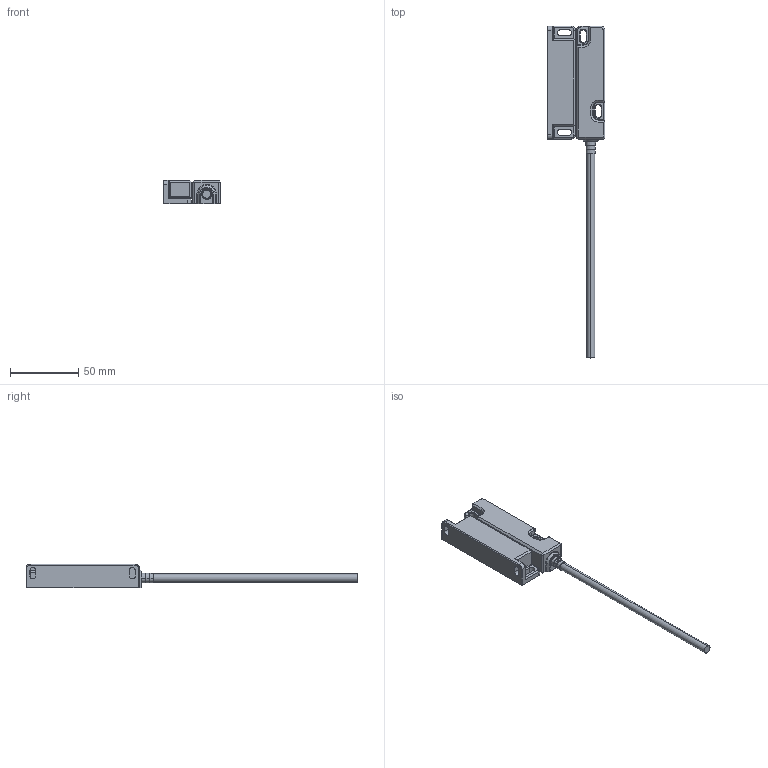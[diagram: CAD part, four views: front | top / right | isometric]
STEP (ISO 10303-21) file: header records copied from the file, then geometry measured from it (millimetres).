
FILE_DESCRIPTION (( 'STEP AP214' ), '1' );
FILE_NAME ('CMR-138030.step', '2017-09-27T13:21:07', ( '' ), ( '' ), 'SwSTEP 2.0', 'SolidWorks 2017', '' );
FILE_SCHEMA (( 'AUTOMOTIVE_DESIGN' ));
Length unit declared in the file: inch
Products named in the file (3): CMR-138030_2; CMR-138030_1; CMR-138030
Assembly tree (2 placements, depth 2):
  CMR-138030
    CMR-138030_1
    CMR-138030_2
Bounding box: 42.2 x 243.65 x 17 mm (x, y, z)
Volume: 30900.6 mm3; surface area: 31626.3 mm2
Topology: 10 solids, 10 shells, 652 faces, 1631 edges, 988 vertices
Faces by surface type: cylinder 239, plane 215, bspline 154, cone 44
Entity records: 23530 total; most frequent: CARTESIAN_POINT 8471, ORIENTED_EDGE 3198, DIRECTION 2999, EDGE_CURVE 1599, AXIS2_PLACEMENT_3D 1089, VERTEX_POINT 988, VECTOR 821, LINE 821
